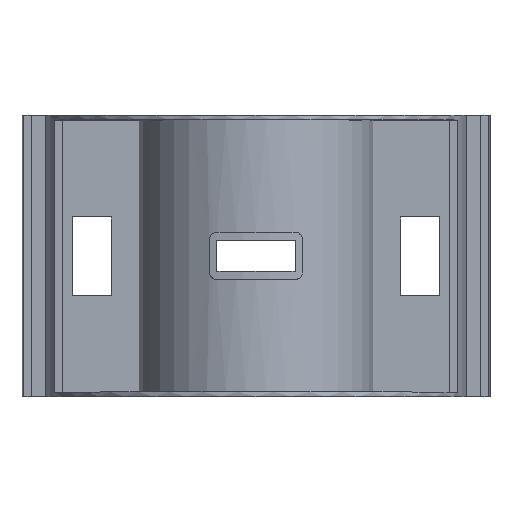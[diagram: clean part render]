
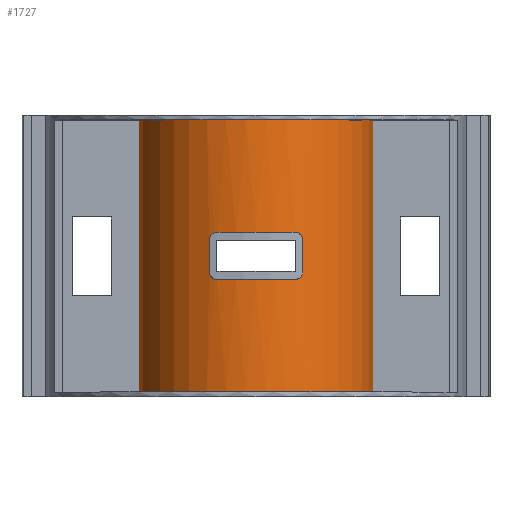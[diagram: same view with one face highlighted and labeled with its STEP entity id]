
A CAD part, top view. The second image highlights one B-rep face of the part: STEP entity #1727.
In plain terms, the highlighted cylindrical face has radius 75 mm (diameter 150 mm), a partial arc.
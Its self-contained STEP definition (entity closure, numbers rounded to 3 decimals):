
#433=CARTESIAN_POINT('',(25.,15.,70.711));
#434=CARTESIAN_POINT('',(25.445,15.,70.554));
#435=CARTESIAN_POINT('',(26.329,14.883,70.231));
#436=CARTESIAN_POINT('',(27.582,14.351,69.748));
#437=CARTESIAN_POINT('',(28.612,13.538,69.33));
#438=CARTESIAN_POINT('',(29.406,12.486,68.996));
#439=CARTESIAN_POINT('',(29.9,11.248,68.783));
#440=CARTESIAN_POINT('',(30.,10.411,68.739));
#441=CARTESIAN_POINT('',(30.,10.,68.739));
#455=CARTESIAN_POINT('',(0.,-87.,0.));
#456=DIRECTION('',(0.,-1.,0.));
#457=DIRECTION('',(0.995,0.,0.1));
#458=AXIS2_PLACEMENT_3D('',#455,#456,#457);
#460=DIRECTION('',(0.,-1.,0.));
#461=VECTOR('',#460,174.);
#462=CARTESIAN_POINT('',(-74.624,87.,7.5));
#463=LINE('',#462,#461);
#464=CARTESIAN_POINT('',(0.,87.,0.));
#465=DIRECTION('',(0.,-1.,0.));
#466=DIRECTION('',(0.995,0.,0.1));
#467=AXIS2_PLACEMENT_3D('',#464,#465,#466);
#469=DIRECTION('',(0.,-1.,0.));
#470=VECTOR('',#469,174.);
#471=CARTESIAN_POINT('',(74.624,87.,7.5));
#472=LINE('',#471,#470);
#473=CARTESIAN_POINT('',(0.,-15.,0.));
#474=DIRECTION('',(0.,-1.,0.));
#475=DIRECTION('',(0.333,0.,0.943));
#476=AXIS2_PLACEMENT_3D('',#473,#474,#475);
#478=DIRECTION('',(0.,-1.,0.));
#479=VECTOR('',#478,20.);
#480=CARTESIAN_POINT('',(30.,10.,68.739));
#481=LINE('',#480,#479);
#482=CARTESIAN_POINT('',(0.,15.,0.));
#483=DIRECTION('',(0.,-1.,0.));
#484=DIRECTION('',(0.333,0.,0.943));
#485=AXIS2_PLACEMENT_3D('',#482,#483,#484);
#487=DIRECTION('',(0.,-1.,0.));
#488=VECTOR('',#487,20.);
#489=CARTESIAN_POINT('',(-30.,10.,68.739));
#490=LINE('',#489,#488);
#930=CARTESIAN_POINT('',(30.,-10.,68.739));
#931=CARTESIAN_POINT('',(30.,-10.411,68.739));
#932=CARTESIAN_POINT('',(29.9,-11.248,68.783));
#933=CARTESIAN_POINT('',(29.406,-12.486,68.996));
#934=CARTESIAN_POINT('',(28.612,-13.538,69.33));
#935=CARTESIAN_POINT('',(27.582,-14.351,69.748));
#936=CARTESIAN_POINT('',(26.329,-14.883,70.231));
#937=CARTESIAN_POINT('',(25.445,-15.,70.554));
#938=CARTESIAN_POINT('',(25.,-15.,70.711));
#940=CARTESIAN_POINT('',(-25.,-15.,70.711));
#941=CARTESIAN_POINT('',(-25.445,-15.,70.554));
#942=CARTESIAN_POINT('',(-26.329,-14.883,70.231));
#943=CARTESIAN_POINT('',(-27.581,-14.351,69.748));
#944=CARTESIAN_POINT('',(-28.612,-13.538,69.33));
#945=CARTESIAN_POINT('',(-29.406,-12.486,68.996));
#946=CARTESIAN_POINT('',(-29.9,-11.248,68.783));
#947=CARTESIAN_POINT('',(-30.,-10.411,68.739));
#948=CARTESIAN_POINT('',(-30.,-10.,68.739));
#958=CARTESIAN_POINT('',(-30.,10.,68.739));
#959=CARTESIAN_POINT('',(-30.,10.411,68.739));
#960=CARTESIAN_POINT('',(-29.9,11.248,68.783));
#961=CARTESIAN_POINT('',(-29.406,12.486,68.996));
#962=CARTESIAN_POINT('',(-28.612,13.538,69.33));
#963=CARTESIAN_POINT('',(-27.581,14.351,69.748));
#964=CARTESIAN_POINT('',(-26.329,14.883,70.231));
#965=CARTESIAN_POINT('',(-25.445,15.,70.554));
#966=CARTESIAN_POINT('',(-25.,15.,70.711));
#981=CARTESIAN_POINT('',(74.624,87.,7.5));
#982=CARTESIAN_POINT('',(-74.624,87.,7.5));
#983=VERTEX_POINT('',#981);
#984=VERTEX_POINT('',#982);
#985=CARTESIAN_POINT('',(74.624,-87.,7.5));
#986=CARTESIAN_POINT('',(-74.624,-87.,7.5));
#987=VERTEX_POINT('',#985);
#988=VERTEX_POINT('',#986);
#1190=CARTESIAN_POINT('',(30.,10.,68.739));
#1192=VERTEX_POINT('',#1190);
#1194=CARTESIAN_POINT('',(25.,15.,70.711));
#1195=VERTEX_POINT('',#1194);
#1198=CARTESIAN_POINT('',(30.,-10.,68.739));
#1199=VERTEX_POINT('',#1198);
#1200=CARTESIAN_POINT('',(25.,-15.,70.711));
#1201=VERTEX_POINT('',#1200);
#1204=CARTESIAN_POINT('',(-30.,10.,68.739));
#1205=VERTEX_POINT('',#1204);
#1206=CARTESIAN_POINT('',(-25.,15.,70.711));
#1207=VERTEX_POINT('',#1206);
#1209=CARTESIAN_POINT('',(-30.,-10.,68.739));
#1211=VERTEX_POINT('',#1209);
#1213=CARTESIAN_POINT('',(-25.,-15.,70.711));
#1214=VERTEX_POINT('',#1213);
#1696=CARTESIAN_POINT('',(0.,99.,0.));
#1697=DIRECTION('',(0.,-1.,0.));
#1698=DIRECTION('',(-1.,0.,0.));
#1699=AXIS2_PLACEMENT_3D('',#1696,#1697,#1698);
#1700=CYLINDRICAL_SURFACE('',#1699,75.);
#1702=ORIENTED_EDGE('',*,*,#1701,.T.);
#1704=ORIENTED_EDGE('',*,*,#1703,.F.);
#1706=ORIENTED_EDGE('',*,*,#1705,.F.);
#1708=ORIENTED_EDGE('',*,*,#1707,.T.);
#1709=EDGE_LOOP('',(#1702,#1704,#1706,#1708));
#1710=FACE_OUTER_BOUND('',#1709,.F.);
#1712=ORIENTED_EDGE('',*,*,#1711,.F.);
#1714=ORIENTED_EDGE('',*,*,#1713,.F.);
#1715=ORIENTED_EDGE('',*,*,#1688,.F.);
#1716=ORIENTED_EDGE('',*,*,#1677,.F.);
#1718=ORIENTED_EDGE('',*,*,#1717,.T.);
#1720=ORIENTED_EDGE('',*,*,#1719,.F.);
#1722=ORIENTED_EDGE('',*,*,#1721,.T.);
#1724=ORIENTED_EDGE('',*,*,#1723,.F.);
#1725=EDGE_LOOP('',(#1712,#1714,#1715,#1716,#1718,#1720,#1722,#1724));
#1726=FACE_BOUND('',#1725,.F.);
#1727=ADVANCED_FACE('',(#1710,#1726),#1700,.T.);
#442=B_SPLINE_CURVE_WITH_KNOTS('',3,(#433,#434,#435,#436,#437,#438,#439,#440,
#441),.UNSPECIFIED.,.F.,.F.,(4,1,1,1,1,1,4),(0.,0.167,
0.333,0.5,0.667,0.833,1.),
.UNSPECIFIED.);
#459=CIRCLE('',#458,75.);
#468=CIRCLE('',#467,75.);
#477=CIRCLE('',#476,75.);
#486=CIRCLE('',#485,75.);
#939=B_SPLINE_CURVE_WITH_KNOTS('',3,(#930,#931,#932,#933,#934,#935,#936,#937,
#938),.UNSPECIFIED.,.F.,.F.,(4,1,1,1,1,1,4),(0.,0.167,
0.333,0.5,0.667,0.833,1.),
.UNSPECIFIED.);
#949=B_SPLINE_CURVE_WITH_KNOTS('',3,(#940,#941,#942,#943,#944,#945,#946,#947,
#948),.UNSPECIFIED.,.F.,.F.,(4,1,1,1,1,1,4),(0.,0.167,
0.333,0.5,0.667,0.833,1.),
.UNSPECIFIED.);
#967=B_SPLINE_CURVE_WITH_KNOTS('',3,(#958,#959,#960,#961,#962,#963,#964,#965,
#966),.UNSPECIFIED.,.F.,.F.,(4,1,1,1,1,1,4),(0.,0.167,
0.333,0.5,0.667,0.833,1.),
.UNSPECIFIED.);
#1677=EDGE_CURVE('',#1195,#1192,#442,.T.);
#1688=EDGE_CURVE('',#1192,#1199,#481,.T.);
#1701=EDGE_CURVE('',#987,#988,#459,.T.);
#1703=EDGE_CURVE('',#984,#988,#463,.T.);
#1705=EDGE_CURVE('',#983,#984,#468,.T.);
#1707=EDGE_CURVE('',#983,#987,#472,.T.);
#1711=EDGE_CURVE('',#1201,#1214,#477,.T.);
#1713=EDGE_CURVE('',#1199,#1201,#939,.T.);
#1717=EDGE_CURVE('',#1195,#1207,#486,.T.);
#1719=EDGE_CURVE('',#1205,#1207,#967,.T.);
#1721=EDGE_CURVE('',#1205,#1211,#490,.T.);
#1723=EDGE_CURVE('',#1214,#1211,#949,.T.);
